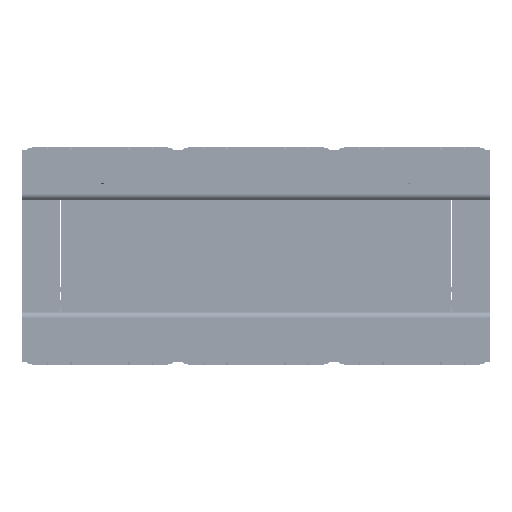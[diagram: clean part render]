
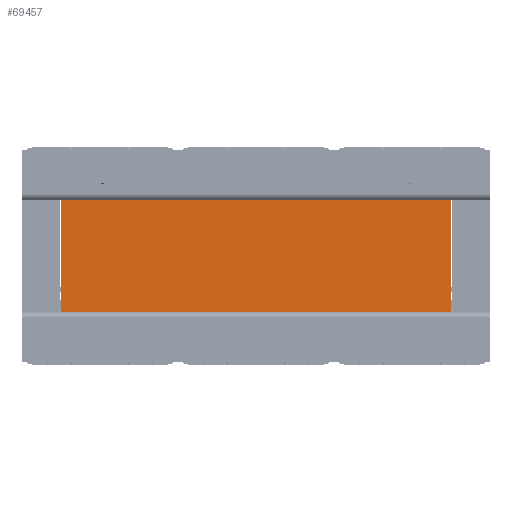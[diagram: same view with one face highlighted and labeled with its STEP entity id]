
A CAD part, front view. The second image highlights one B-rep face of the part: STEP entity #69457.
In plain terms, the highlighted planar face has unit normal (0, -1, 0).
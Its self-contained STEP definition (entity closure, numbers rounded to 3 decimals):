
#3728=FACE_OUTER_BOUND('',#7673,.T.);
#7673=EDGE_LOOP('',(#45350,#45351,#45352,#45353));
#12045=LINE('',#112165,#20043);
#12050=LINE('',#112174,#20048);
#12054=LINE('',#112182,#20052);
#12055=LINE('',#112184,#20053);
#20043=VECTOR('',#79705,10.);
#20048=VECTOR('',#79712,10.);
#20052=VECTOR('',#79720,10.);
#20053=VECTOR('',#79723,10.);
#28098=VERTEX_POINT('',#112161);
#28100=VERTEX_POINT('',#112164);
#28102=VERTEX_POINT('',#112170);
#28105=VERTEX_POINT('',#112180);
#34882=EDGE_CURVE('',#28100,#28098,#12045,.T.);
#34887=EDGE_CURVE('',#28102,#28100,#12050,.T.);
#34891=EDGE_CURVE('',#28098,#28105,#12054,.T.);
#34892=EDGE_CURVE('',#28105,#28102,#12055,.T.);
#45350=ORIENTED_EDGE('',*,*,#34892,.T.);
#45351=ORIENTED_EDGE('',*,*,#34887,.T.);
#45352=ORIENTED_EDGE('',*,*,#34882,.T.);
#45353=ORIENTED_EDGE('',*,*,#34891,.T.);
#64377=PLANE('',#73496);
#69457=ADVANCED_FACE('',(#3728),#64377,.T.);
#73496=AXIS2_PLACEMENT_3D('',#112183,#79721,#79722);
#79705=DIRECTION('',(-1.,0.,0.));
#79712=DIRECTION('',(0.,0.,1.));
#79720=DIRECTION('',(0.,0.,-1.));
#79721=DIRECTION('center_axis',(0.,-1.,0.));
#79722=DIRECTION('ref_axis',(0.,0.,
1.));
#79723=DIRECTION('',(1.,0.,0.));
#112161=CARTESIAN_POINT('',(-175.,-175.,50.));
#112164=CARTESIAN_POINT('',(175.,-175.,50.));
#112165=CARTESIAN_POINT('',(175.,-175.,50.));
#112170=CARTESIAN_POINT('',(175.,-175.,-50.));
#112174=CARTESIAN_POINT('',(175.,-175.,0.));
#112180=CARTESIAN_POINT('',(-175.,-175.,-50.));
#112182=CARTESIAN_POINT('',(-175.,-175.,0.));
#112183=CARTESIAN_POINT('Origin',(-175.,-175.,0.));
#112184=CARTESIAN_POINT('',(175.,-175.,-50.));
